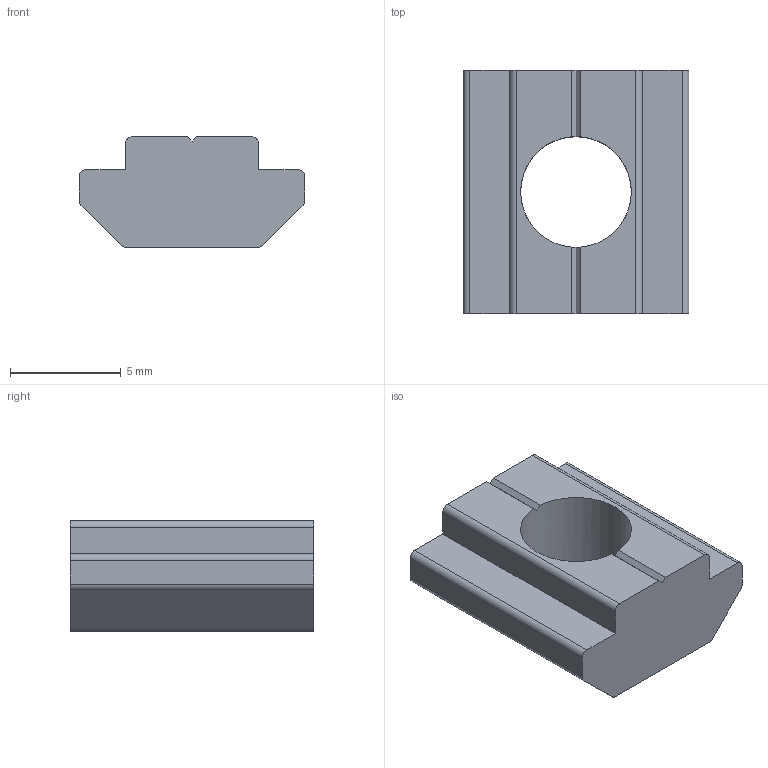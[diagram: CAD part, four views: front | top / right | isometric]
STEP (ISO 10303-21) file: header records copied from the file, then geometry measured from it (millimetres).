
FILE_DESCRIPTION(/* description */ ('STEP AP242','CAx-IF Rec.Pracs.---Representation and Presentation of Product Manufacturing Information (PMI)---4.0---2014-10-13','CAx-IF Rec.Pracs.---3D Tessellated Geometry---0.4---2014-09-14','2;1'),/* implementation_level */ '2;1');
FILE_NAME(/* name */ '6324f17a38a863356d5002c3',/* time_stamp */ '2022-09-16T21:58:19+00:00',/* author */ (''),/* organization */ (''),/* preprocessor_version */ 'ST-DEVELOPER v18.102',/* originating_system */ ' ',/* authorisation */ ' ');
FILE_SCHEMA (('AP242_MANAGED_MODEL_BASED_3D_ENGINEERING_MIM_LF { 1 0 10303 442 1 1 4 }'));
Length unit declared in the file: metre
Products named in the file (1): profile nut
Bounding box: 10.2 x 11 x 5 mm (x, y, z)
Volume: 348.4 mm3; surface area: 423.7 mm2
Topology: 1 solids, 1 shells, 26 faces, 75 edges, 50 vertices
Faces by surface type: plane 17, cylinder 9
Full cylindrical faces by diameter (mm): 5 x1
Entity records: 874 total; most frequent: DIRECTION 150, CARTESIAN_POINT 149, ORIENTED_EDGE 146, EDGE_CURVE 73, LINE 50, VECTOR 50, AXIS2_PLACEMENT_3D 50, VERTEX_POINT 49
